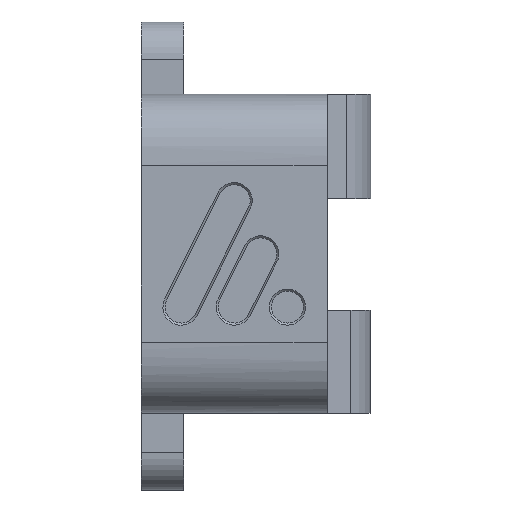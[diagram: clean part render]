
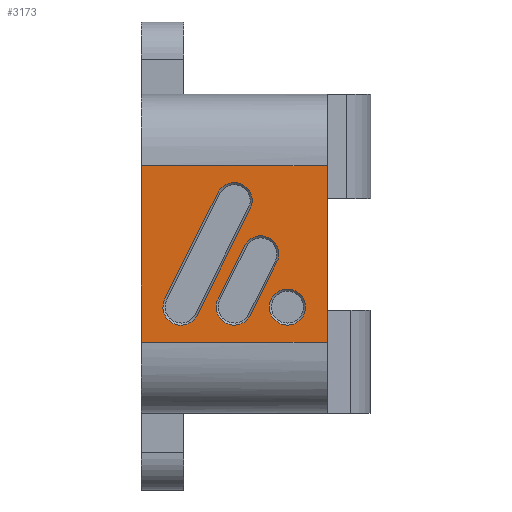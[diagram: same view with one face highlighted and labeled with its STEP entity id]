
A CAD part, left-side view. The second image highlights one B-rep face of the part: STEP entity #3173.
In plain terms, the highlighted planar face has unit normal (-1, 0, 0).
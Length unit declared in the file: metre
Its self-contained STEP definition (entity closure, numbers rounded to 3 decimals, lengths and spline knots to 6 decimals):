
#126=PLANE('',#3407);
#265=LINE('',#4834,#526);
#266=LINE('',#4838,#527);
#267=LINE('',#4841,#528);
#268=LINE('',#4844,#529);
#269=LINE('',#4846,#530);
#270=LINE('',#4848,#531);
#271=LINE('',#4852,#532);
#272=LINE('',#4856,#533);
#526=VECTOR('',#3854,1.);
#527=VECTOR('',#3857,1.);
#528=VECTOR('',#3860,1.);
#529=VECTOR('',#3861,1.);
#530=VECTOR('',#3862,1.);
#531=VECTOR('',#3863,1.);
#532=VECTOR('',#3866,1.);
#533=VECTOR('',#3869,1.);
#907=ORIENTED_EDGE('',*,*,#1835,.F.);
#908=ORIENTED_EDGE('',*,*,#1836,.F.);
#909=ORIENTED_EDGE('',*,*,#1837,.F.);
#910=ORIENTED_EDGE('',*,*,#1838,.T.);
#911=ORIENTED_EDGE('',*,*,#1839,.F.);
#912=ORIENTED_EDGE('',*,*,#1840,.T.);
#913=ORIENTED_EDGE('',*,*,#1841,.F.);
#914=ORIENTED_EDGE('',*,*,#1842,.T.);
#915=ORIENTED_EDGE('',*,*,#1843,.T.);
#916=ORIENTED_EDGE('',*,*,#1844,.F.);
#917=ORIENTED_EDGE('',*,*,#1845,.T.);
#918=ORIENTED_EDGE('',*,*,#1846,.F.);
#919=ORIENTED_EDGE('',*,*,#1847,.T.);
#1835=EDGE_CURVE('',#2297,#2298,#2554,.T.);
#1836=EDGE_CURVE('',#2299,#2297,#265,.T.);
#1837=EDGE_CURVE('',#2300,#2299,#2555,.T.);
#1838=EDGE_CURVE('',#2300,#2298,#266,.T.);
#1839=EDGE_CURVE('',#2301,#2301,#2556,.T.);
#1840=EDGE_CURVE('',#2302,#2303,#267,.T.);
#1841=EDGE_CURVE('',#2304,#2303,#268,.T.);
#1842=EDGE_CURVE('',#2304,#2305,#269,.T.);
#1843=EDGE_CURVE('',#2305,#2302,#270,.T.);
#1844=EDGE_CURVE('',#2306,#2307,#2557,.T.);
#1845=EDGE_CURVE('',#2306,#2308,#271,.T.);
#1846=EDGE_CURVE('',#2309,#2308,#2558,.T.);
#1847=EDGE_CURVE('',#2309,#2307,#272,.T.);
#2297=VERTEX_POINT('',#4832);
#2298=VERTEX_POINT('',#4833);
#2299=VERTEX_POINT('',#4835);
#2300=VERTEX_POINT('',#4837);
#2301=VERTEX_POINT('',#4840);
#2302=VERTEX_POINT('',#4842);
#2303=VERTEX_POINT('',#4843);
#2304=VERTEX_POINT('',#4845);
#2305=VERTEX_POINT('',#4847);
#2306=VERTEX_POINT('',#4850);
#2307=VERTEX_POINT('',#4851);
#2308=VERTEX_POINT('',#4853);
#2309=VERTEX_POINT('',#4855);
#2554=CIRCLE('',#3408,0.0017);
#2555=CIRCLE('',#3409,0.0017);
#2556=CIRCLE('',#3410,0.0017);
#2557=CIRCLE('',#3411,0.0017);
#2558=CIRCLE('',#3412,0.0017);
#2680=EDGE_LOOP('',(#907,#908,#909,#910));
#2681=EDGE_LOOP('',(#911));
#2682=EDGE_LOOP('',(#912,#913,#914,#915));
#2683=EDGE_LOOP('',(#916,#917,#918,#919));
#2921=FACE_BOUND('',#2680,.T.);
#2922=FACE_BOUND('',#2681,.T.);
#2923=FACE_BOUND('',#2682,.T.);
#2924=FACE_BOUND('',#2683,.T.);
#3173=ADVANCED_FACE('',(#2921,#2922,#2923,#2924),#126,.T.);
#3407=AXIS2_PLACEMENT_3D('',#4830,#3850,#3851);
#3408=AXIS2_PLACEMENT_3D('',#4831,#3852,#3853);
#3409=AXIS2_PLACEMENT_3D('',#4836,#3855,#3856);
#3410=AXIS2_PLACEMENT_3D('',#4839,#3858,#3859);
#3411=AXIS2_PLACEMENT_3D('',#4849,#3864,#3865);
#3412=AXIS2_PLACEMENT_3D('',#4854,#3867,#3868);
#3850=DIRECTION('',(-1.,0.,0.));
#3851=DIRECTION('',(0.,0.,1.));
#3852=DIRECTION('',(-1.,0.,0.));
#3853=DIRECTION('',(0.,-1.,0.));
#3854=DIRECTION('',(0.,0.447,-0.894));
#3855=DIRECTION('',(-1.,0.,0.));
#3856=DIRECTION('',(0.,-1.,0.));
#3857=DIRECTION('',(0.,0.447,-0.894));
#3858=DIRECTION('',(-1.,0.,0.));
#3859=DIRECTION('',(0.,0.,1.));
#3860=DIRECTION('',(0.,1.,0.));
#3861=DIRECTION('',(0.,0.,1.));
#3862=DIRECTION('',(0.,-1.,0.));
#3863=DIRECTION('',(0.,0.,1.));
#3864=DIRECTION('',(-1.,0.,0.));
#3865=DIRECTION('',(0.,0.,1.));
#3866=DIRECTION('',(0.,-0.447,0.894));
#3867=DIRECTION('',(-1.,0.,0.));
#3868=DIRECTION('',(0.,0.,1.));
#3869=DIRECTION('',(0.,0.447,-0.894));
#4830=CARTESIAN_POINT('',(0.016401,0.213833,0.125086));
#4831=CARTESIAN_POINT('',(0.016401,0.213833,0.107376));
#4832=CARTESIAN_POINT('',(0.016401,0.215353,0.108136));
#4833=CARTESIAN_POINT('',(0.016401,0.212312,0.106616));
#4834=CARTESIAN_POINT('',(0.016401,0.213353,0.112136));
#4835=CARTESIAN_POINT('',(0.016401,0.212853,0.113136));
#4836=CARTESIAN_POINT('',(0.016401,0.211333,0.112376));
#4837=CARTESIAN_POINT('',(0.016401,0.209812,0.111616));
#4838=CARTESIAN_POINT('',(0.016401,0.205228,0.120784));
#4839=CARTESIAN_POINT('',(0.016401,0.208833,0.107376));
#4840=CARTESIAN_POINT('',(0.016401,0.208833,0.109076));
#4841=CARTESIAN_POINT('',(0.016401,0.205095,0.120676));
#4842=CARTESIAN_POINT('',(0.016401,0.205095,0.120676));
#4843=CARTESIAN_POINT('',(0.016401,0.22257,0.120676));
#4844=CARTESIAN_POINT('',(0.016401,0.22257,0.104076));
#4845=CARTESIAN_POINT('',(0.016401,0.22257,0.104076));
#4846=CARTESIAN_POINT('',(0.016401,0.22257,0.104076));
#4847=CARTESIAN_POINT('',(0.016401,0.205095,0.104076));
#4848=CARTESIAN_POINT('',(0.016401,0.205095,0.104076));
#4849=CARTESIAN_POINT('',(0.016401,0.218833,0.107376));
#4850=CARTESIAN_POINT('',(0.016401,0.220353,0.108136));
#4851=CARTESIAN_POINT('',(0.016401,0.217312,0.106616));
#4852=CARTESIAN_POINT('',(0.016401,0.220353,0.108136));
#4853=CARTESIAN_POINT('',(0.016401,0.215353,0.118136));
#4854=CARTESIAN_POINT('',(0.016401,0.213833,0.117376));
#4855=CARTESIAN_POINT('',(0.016401,0.212312,0.116616));
#4856=CARTESIAN_POINT('',(0.016401,0.212312,0.116616));
